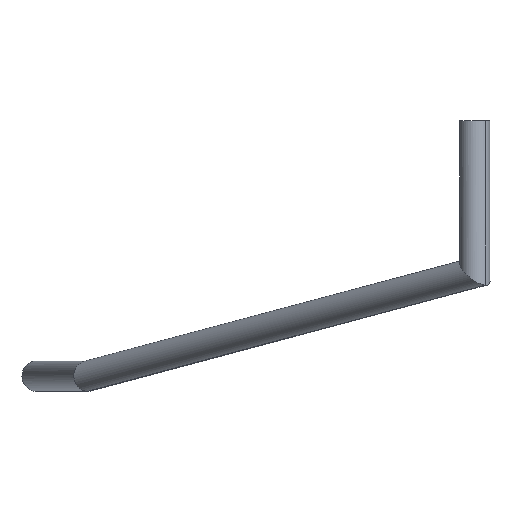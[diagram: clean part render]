
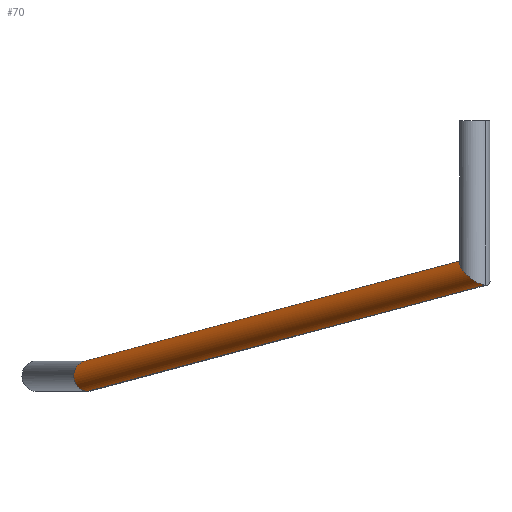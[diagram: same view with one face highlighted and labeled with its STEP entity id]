
A CAD part, front view. The second image highlights one B-rep face of the part: STEP entity #70.
In plain terms, the highlighted cylindrical face has radius 34.996 mm (diameter 69.993 mm), a partial arc.
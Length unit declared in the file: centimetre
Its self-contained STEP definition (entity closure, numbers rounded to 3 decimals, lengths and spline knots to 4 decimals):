
#70=ADVANCED_FACE('1:507',(#132),#133,.T.);
#132=FACE_OUTER_BOUND('',#185,.T.);
#133=CYLINDRICAL_SURFACE('',#186,3.4997);
#185=EDGE_LOOP('',(#232,#233,#234,#235));
#186=AXIS2_PLACEMENT_3D('',#236,#237,#238);
#232=ORIENTED_EDGE('',*,*,#317,.T.);
#233=ORIENTED_EDGE('',*,*,#323,.F.);
#234=ORIENTED_EDGE('',*,*,#320,.T.);
#235=ORIENTED_EDGE('',*,*,#324,.T.);
#236=CARTESIAN_POINT('',(-398.2306,1730.5445,-326.1644));
#237=DIRECTION('',(0.455,-0.869,0.193));
#238=DIRECTION('',(-0.039,0.197,0.98));
#317=EDGE_CURVE('',#353,#354,#355,.T.);
#320=EDGE_CURVE('',#360,#358,#361,.T.);
#323=EDGE_CURVE('1:1985',#360,#354,#364,.T.);
#324=EDGE_CURVE('1:506',#358,#353,#365,.T.);
#353=VERTEX_POINT('',#404);
#354=VERTEX_POINT('',#405);
#355=LINE('',#406,#407);
#358=VERTEX_POINT('',#410);
#360=VERTEX_POINT('',#412);
#361=LINE('',#413,#414);
#364=ELLIPSE('',#417,3.6442,3.4997);
#365=ELLIPSE('',#418,4.5305,3.4997);
#404=CARTESIAN_POINT('',(-369.0277,1675.1081,-310.2522));
#405=CARTESIAN_POINT('',(-423.7686,1779.8289,-333.5448));
#406=CARTESIAN_POINT('',(-398.3673,1731.2356,-322.7364));
#407=VECTOR('',#460,1.0);
#410=CARTESIAN_POINT('',(-366.1431,1668.7309,-315.9972));
#412=CARTESIAN_POINT('',(-423.8317,1779.0907,-340.5441));
#413=CARTESIAN_POINT('',(-398.0939,1729.8535,-329.5925));
#414=VECTOR('',#467,1.0);
#417=AXIS2_PLACEMENT_3D('',#471,#472,#473);
#418=AXIS2_PLACEMENT_3D('',#474,#475,#476);
#460=DIRECTION('',(-0.455,0.869,-0.193));
#467=DIRECTION('',(0.455,-0.869,0.193));
#471=CARTESIAN_POINT('',(-423.8002,1779.4598,-337.0445));
#472=DIRECTION('',(-0.209,0.973,-0.101));
#473=DIRECTION('',(0.909,0.232,0.347));
#474=CARTESIAN_POINT('',(-367.5854,1671.9195,-313.1247));
#475=DIRECTION('',(-0.294,0.563,-0.772));
#476=DIRECTION('',(-0.358,0.685,0.635));
